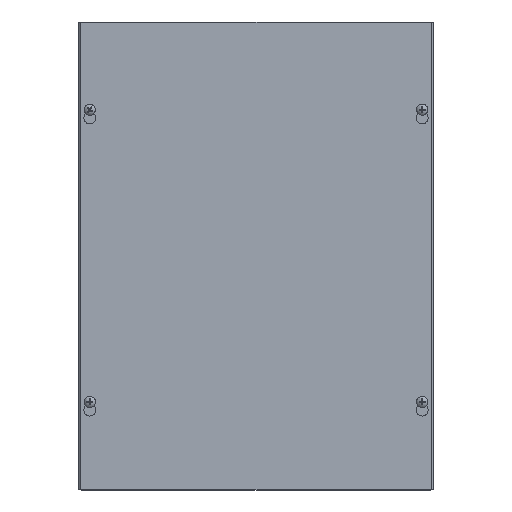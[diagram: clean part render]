
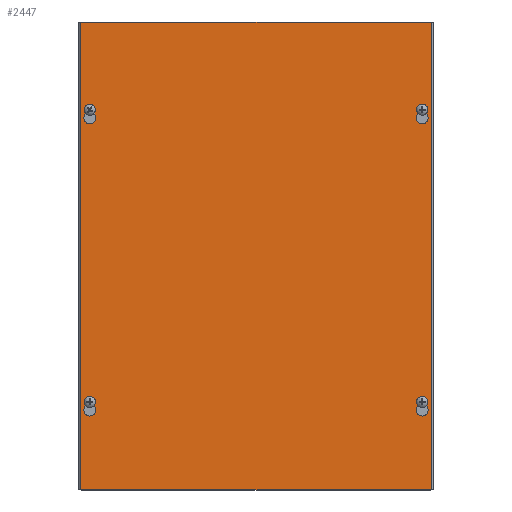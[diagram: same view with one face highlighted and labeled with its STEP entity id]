
A CAD part, top view. The second image highlights one B-rep face of the part: STEP entity #2447.
In plain terms, the highlighted planar face has unit normal (0, 0, 1).
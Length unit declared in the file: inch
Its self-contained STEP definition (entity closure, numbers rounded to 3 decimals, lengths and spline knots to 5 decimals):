
#178=PLANE($,#2651);
#335=LINE($,#3910,#539);
#339=LINE($,#3922,#543);
#343=LINE($,#3934,#547);
#347=LINE($,#3946,#551);
#351=LINE($,#3958,#555);
#355=LINE($,#3970,#559);
#359=LINE($,#3982,#563);
#363=LINE($,#3994,#567);
#365=LINE($,#4002,#569);
#369=LINE($,#4010,#573);
#372=LINE($,#4016,#576);
#375=LINE($,#4021,#579);
#539=VECTOR($,#3124,0.26996);
#543=VECTOR($,#3136,0.26996);
#547=VECTOR($,#3148,0.26996);
#551=VECTOR($,#3160,0.26996);
#555=VECTOR($,#3172,0.26996);
#559=VECTOR($,#3184,0.26996);
#563=VECTOR($,#3196,0.26996);
#567=VECTOR($,#3208,0.26996);
#569=VECTOR($,#3218,16.);
#573=VECTOR($,#3224,12.);
#576=VECTOR($,#3229,16.);
#579=VECTOR($,#3234,12.);
#632=FACE_BOUND($,#916,.T.);
#633=FACE_BOUND($,#917,.T.);
#634=FACE_BOUND($,#918,.T.);
#635=FACE_BOUND($,#919,.T.);
#636=FACE_BOUND($,#920,.T.);
#916=EDGE_LOOP($,(#2032,#2033,#2034,#2035));
#917=EDGE_LOOP($,(#2036,#2037,#2038,#2039));
#918=EDGE_LOOP($,(#2040,#2041,#2042,#2043));
#919=EDGE_LOOP($,(#2044,#2045,#2046,#2047));
#920=EDGE_LOOP($,(#2048,#2049,#2050,#2051));
#994=CIRCLE($,#2617,0.203);
#996=CIRCLE($,#2621,0.125);
#998=CIRCLE($,#2625,0.203);
#1000=CIRCLE($,#2629,0.125);
#1002=CIRCLE($,#2633,0.203);
#1004=CIRCLE($,#2637,0.125);
#1006=CIRCLE($,#2641,0.203);
#1008=CIRCLE($,#2645,0.125);
#1148=VERTEX_POINT($,#3907);
#1149=VERTEX_POINT($,#3909);
#1151=VERTEX_POINT($,#3915);
#1153=VERTEX_POINT($,#3921);
#1156=VERTEX_POINT($,#3931);
#1157=VERTEX_POINT($,#3933);
#1159=VERTEX_POINT($,#3939);
#1161=VERTEX_POINT($,#3945);
#1164=VERTEX_POINT($,#3955);
#1165=VERTEX_POINT($,#3957);
#1167=VERTEX_POINT($,#3963);
#1169=VERTEX_POINT($,#3969);
#1172=VERTEX_POINT($,#3979);
#1173=VERTEX_POINT($,#3981);
#1175=VERTEX_POINT($,#3987);
#1177=VERTEX_POINT($,#3993);
#1178=VERTEX_POINT($,#4000);
#1179=VERTEX_POINT($,#4001);
#1182=VERTEX_POINT($,#4009);
#1184=VERTEX_POINT($,#4015);
#1425=EDGE_CURVE($,#1149,#1148,#335,.T.);
#1428=EDGE_CURVE($,#1151,#1149,#994,.T.);
#1431=EDGE_CURVE($,#1153,#1151,#339,.T.);
#1434=EDGE_CURVE($,#1148,#1153,#996,.T.);
#1437=EDGE_CURVE($,#1157,#1156,#343,.T.);
#1440=EDGE_CURVE($,#1159,#1157,#998,.T.);
#1443=EDGE_CURVE($,#1161,#1159,#347,.T.);
#1446=EDGE_CURVE($,#1156,#1161,#1000,.T.);
#1449=EDGE_CURVE($,#1165,#1164,#351,.T.);
#1452=EDGE_CURVE($,#1167,#1165,#1002,.T.);
#1455=EDGE_CURVE($,#1169,#1167,#355,.T.);
#1458=EDGE_CURVE($,#1164,#1169,#1004,.T.);
#1461=EDGE_CURVE($,#1173,#1172,#359,.T.);
#1464=EDGE_CURVE($,#1175,#1173,#1006,.T.);
#1467=EDGE_CURVE($,#1177,#1175,#363,.T.);
#1470=EDGE_CURVE($,#1172,#1177,#1008,.T.);
#1471=EDGE_CURVE($,#1178,#1179,#365,.T.);
#1475=EDGE_CURVE($,#1179,#1182,#369,.T.);
#1478=EDGE_CURVE($,#1182,#1184,#372,.T.);
#1481=EDGE_CURVE($,#1184,#1178,#375,.T.);
#2032=ORIENTED_EDGE($,*,*,#1425,.T.);
#2033=ORIENTED_EDGE($,*,*,#1434,.T.);
#2034=ORIENTED_EDGE($,*,*,#1431,.T.);
#2035=ORIENTED_EDGE($,*,*,#1428,.T.);
#2036=ORIENTED_EDGE($,*,*,#1437,.T.);
#2037=ORIENTED_EDGE($,*,*,#1446,.T.);
#2038=ORIENTED_EDGE($,*,*,#1443,.T.);
#2039=ORIENTED_EDGE($,*,*,#1440,.T.);
#2040=ORIENTED_EDGE($,*,*,#1449,.T.);
#2041=ORIENTED_EDGE($,*,*,#1458,.T.);
#2042=ORIENTED_EDGE($,*,*,#1455,.T.);
#2043=ORIENTED_EDGE($,*,*,#1452,.T.);
#2044=ORIENTED_EDGE($,*,*,#1461,.T.);
#2045=ORIENTED_EDGE($,*,*,#1470,.T.);
#2046=ORIENTED_EDGE($,*,*,#1467,.T.);
#2047=ORIENTED_EDGE($,*,*,#1464,.T.);
#2048=ORIENTED_EDGE($,*,*,#1471,.F.);
#2049=ORIENTED_EDGE($,*,*,#1481,.F.);
#2050=ORIENTED_EDGE($,*,*,#1478,.F.);
#2051=ORIENTED_EDGE($,*,*,#1475,.F.);
#2447=ADVANCED_FACE($,(#632,#633,#634,#635,#636),#178,.T.);
#2617=AXIS2_PLACEMENT_3D($,#3916,#3130,#3131);
#2621=AXIS2_PLACEMENT_3D($,#3926,#3142,#3143);
#2625=AXIS2_PLACEMENT_3D($,#3940,#3154,#3155);
#2629=AXIS2_PLACEMENT_3D($,#3950,#3166,#3167);
#2633=AXIS2_PLACEMENT_3D($,#3964,#3178,#3179);
#2637=AXIS2_PLACEMENT_3D($,#3974,#3190,#3191);
#2641=AXIS2_PLACEMENT_3D($,#3988,#3202,#3203);
#2645=AXIS2_PLACEMENT_3D($,#3998,#3214,#3215);
#2651=AXIS2_PLACEMENT_3D($,#4024,#3238,#3239);
#3124=DIRECTION($,(0.278,0.961,0.));
#3130=DIRECTION('center_axis',(0.,0.,-1.));
#3131=DIRECTION('ref_axis',(-0.961,0.278,0.));
#3136=DIRECTION($,(0.278,-0.961,0.));
#3142=DIRECTION('center_axis',(0.,0.,-1.));
#3143=DIRECTION('ref_axis',(0.961,0.278,0.));
#3148=DIRECTION($,(0.278,0.961,0.));
#3154=DIRECTION('center_axis',(0.,0.,-1.));
#3155=DIRECTION('ref_axis',(-0.961,0.278,0.));
#3160=DIRECTION($,(0.278,-0.961,0.));
#3166=DIRECTION('center_axis',(0.,0.,-1.));
#3167=DIRECTION('ref_axis',(0.961,0.278,0.));
#3172=DIRECTION($,(0.278,0.961,0.));
#3178=DIRECTION('center_axis',(0.,0.,-1.));
#3179=DIRECTION('ref_axis',(-0.961,0.278,0.));
#3184=DIRECTION($,(0.278,-0.961,0.));
#3190=DIRECTION('center_axis',(0.,0.,-1.));
#3191=DIRECTION('ref_axis',(0.961,0.278,0.));
#3196=DIRECTION($,(0.278,0.961,0.));
#3202=DIRECTION('center_axis',(0.,0.,-1.));
#3203=DIRECTION('ref_axis',(-0.961,0.278,0.));
#3208=DIRECTION($,(0.278,-0.961,0.));
#3214=DIRECTION('center_axis',(0.,0.,-1.));
#3215=DIRECTION('ref_axis',(0.961,0.278,0.));
#3218=DIRECTION($,(0.,1.,0.));
#3224=DIRECTION($,(1.,0.,0.));
#3229=DIRECTION($,(0.,-1.,0.));
#3234=DIRECTION($,(-1.,0.,0.));
#3238=DIRECTION('center_axis',(0.,0.,1.));
#3239=DIRECTION('ref_axis',(1.,0.,0.));
#3907=CARTESIAN_POINT('',(11.56741,3.0347,0.0625));
#3909=CARTESIAN_POINT('',(11.49248,2.77535,0.0625));
#3910=CARTESIAN_POINT($,(12.01498,4.58372,0.0625));
#3915=CARTESIAN_POINT('',(11.88252,2.77535,0.0625));
#3916=CARTESIAN_POINT('Origin',(11.6875,2.719,0.0625));
#3921=CARTESIAN_POINT('',(11.80759,3.0347,0.0625));
#3922=CARTESIAN_POINT($,(10.95926,5.97074,0.0625));
#3926=CARTESIAN_POINT('Origin',(11.6875,3.,0.0625));
#3931=CARTESIAN_POINT('',(0.19241,3.0347,0.0625));
#3933=CARTESIAN_POINT('',(0.11748,2.77535,0.0625));
#3934=CARTESIAN_POINT($,(1.0782,6.10042,0.0625));
#3939=CARTESIAN_POINT('',(0.50752,2.77535,0.0625));
#3940=CARTESIAN_POINT('Origin',(0.3125,2.719,0.0625));
#3945=CARTESIAN_POINT('',(0.43259,3.0347,0.0625));
#3946=CARTESIAN_POINT($,(0.02249,4.45405,0.0625));
#3950=CARTESIAN_POINT('Origin',(0.3125,3.,0.0625));
#3955=CARTESIAN_POINT('',(11.56741,13.0347,0.0625));
#3957=CARTESIAN_POINT('',(11.49248,12.77535,0.0625));
#3958=CARTESIAN_POINT($,(10.68162,9.96898,0.0625));
#3963=CARTESIAN_POINT('',(11.88252,12.77535,0.0625));
#3964=CARTESIAN_POINT('Origin',(11.6875,12.719,0.0625));
#3969=CARTESIAN_POINT('',(11.80759,13.0347,0.0625));
#3970=CARTESIAN_POINT($,(12.29262,11.356,0.0625));
#3974=CARTESIAN_POINT('Origin',(11.6875,13.,0.0625));
#3979=CARTESIAN_POINT('',(0.19241,13.0347,0.0625));
#3981=CARTESIAN_POINT('',(0.11748,12.77535,0.0625));
#3982=CARTESIAN_POINT($,(-0.25515,11.48567,0.0625));
#3987=CARTESIAN_POINT('',(0.50752,12.77535,0.0625));
#3988=CARTESIAN_POINT('Origin',(0.3125,12.719,0.0625));
#3993=CARTESIAN_POINT('',(0.43259,13.0347,0.0625));
#3994=CARTESIAN_POINT($,(1.35585,9.8393,0.0625));
#3998=CARTESIAN_POINT('Origin',(0.3125,13.,0.0625));
#4000=CARTESIAN_POINT('',(0.,0.,0.0625));
#4001=CARTESIAN_POINT('',(0.,16.,0.0625));
#4002=CARTESIAN_POINT($,(0.,16.,0.0625));
#4009=CARTESIAN_POINT('',(12.,16.,0.0625));
#4010=CARTESIAN_POINT($,(12.,16.,0.0625));
#4015=CARTESIAN_POINT('',(12.,0.,0.0625));
#4016=CARTESIAN_POINT($,(12.,0.,0.0625));
#4021=CARTESIAN_POINT($,(0.,0.,0.0625));
#4024=CARTESIAN_POINT('Origin',(6.,8.,0.0625));
